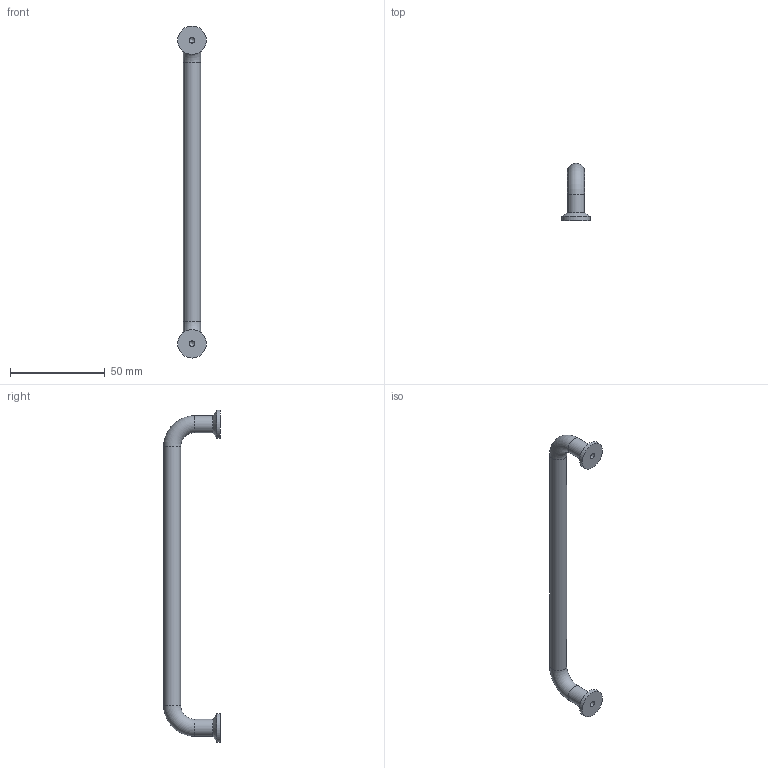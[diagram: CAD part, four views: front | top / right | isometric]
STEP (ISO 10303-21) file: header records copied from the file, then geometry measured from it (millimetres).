
FILE_DESCRIPTION(/* description */ (''),/* implementation_level */ '2;1');
FILE_NAME(/* name */ 'UZ-NORD-160.stp',/* time_stamp */ '2023-08-25T12:55:55+02:00',/* author */ ('tomaszw'),/* organization */ (''),/* preprocessor_version */ 'ST-DEVELOPER v19.2',/* originating_system */ 'Autodesk Inventor 2023',/* authorisation */ '');
FILE_SCHEMA (('AUTOMOTIVE_DESIGN { 1 0 10303 214 3 1 1 }'));
Length unit declared in the file: millimetre
Products named in the file (1): UZ-NORD-...-02
Bounding box: 15 x 30 x 175 mm (x, y, z)
Volume: 13296.2 mm3; surface area: 6434.2 mm2
Topology: 1 solids, 1 shells, 15 faces, 37 edges, 25 vertices
Faces by surface type: cylinder 7, cone 4, torus 2, plane 2
Full cylindrical faces by diameter (mm): 3 x2, 9 x3, 15 x2
Entity records: 503 total; most frequent: DIRECTION 91, CARTESIAN_POINT 76, ORIENTED_EDGE 70, AXIS2_PLACEMENT_3D 40, EDGE_CURVE 35, CIRCLE 24, VERTEX_POINT 24, EDGE_LOOP 17
